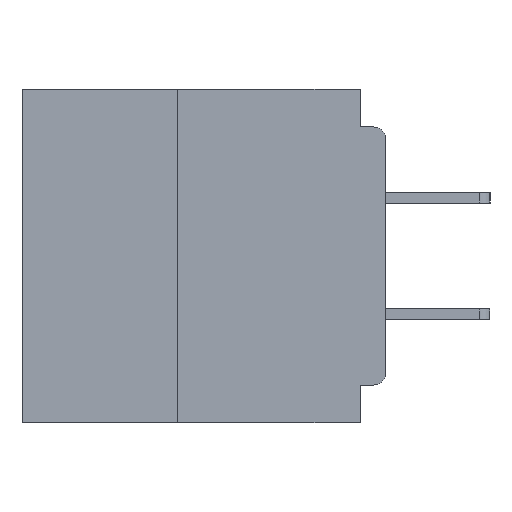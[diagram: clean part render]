
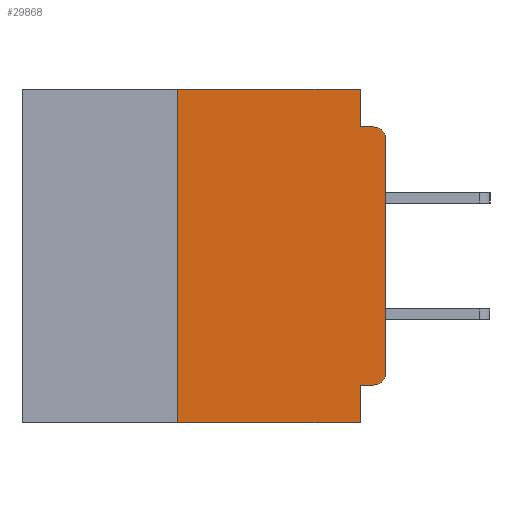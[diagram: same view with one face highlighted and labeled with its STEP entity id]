
A CAD part, left-side view. The second image highlights one B-rep face of the part: STEP entity #29868.
In plain terms, the highlighted planar face has unit normal (-1, 0, 0).
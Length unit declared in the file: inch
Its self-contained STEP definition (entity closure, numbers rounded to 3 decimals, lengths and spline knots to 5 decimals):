
#80 = CARTESIAN_POINT ( 'NONE',  ( 0., 0., -0.355 ) ) ;
#2712 = CIRCLE ( 'NONE', #22906, 0.015 ) ;
#3536 = ORIENTED_EDGE ( 'NONE', *, *, #37662, .F. ) ;
#3674 = EDGE_CURVE ( 'NONE', #26347, #38203, #40673, .T. ) ;
#4319 = VERTEX_POINT ( 'NONE', #21184 ) ;
#4550 = CARTESIAN_POINT ( 'NONE',  ( 0., 0.437, -0.4 ) ) ;
#4758 = CARTESIAN_POINT ( 'NONE',  ( 0., 0.015, -0.06 ) ) ;
#4761 = CARTESIAN_POINT ( 'NONE',  ( 0., 0.031, 0. ) ) ;
#4892 = CARTESIAN_POINT ( 'NONE',  ( 0., 0.25, -0.4 ) ) ;
#5152 = ORIENTED_EDGE ( 'NONE', *, *, #20778, .T. ) ;
#5282 = EDGE_CURVE ( 'NONE', #35544, #15497, #39985, .T. ) ;
#6753 = VECTOR ( 'NONE', #22444, 39.37008 ) ;
#7160 = CARTESIAN_POINT ( 'NONE',  ( 0., 0., 0. ) ) ;
#8059 = DIRECTION ( 'NONE',  ( 0., 0., -1. ) ) ;
#9018 = VERTEX_POINT ( 'NONE', #4892 ) ;
#9020 = DIRECTION ( 'NONE',  ( 0., 0., -1. ) ) ;
#9695 = DIRECTION ( 'NONE',  ( 0., -1., 0. ) ) ;
#10042 = CARTESIAN_POINT ( 'NONE',  ( 0., 0.25, 0. ) ) ;
#10427 = DIRECTION ( 'NONE',  ( 0., 0., 1. ) ) ;
#10438 = EDGE_CURVE ( 'NONE', #4319, #40311, #40077, .T. ) ;
#10799 = EDGE_CURVE ( 'NONE', #37312, #35921, #2712, .T. ) ;
#10811 = CARTESIAN_POINT ( 'NONE',  ( 0., 0.031, -0.4 ) ) ;
#11770 = VECTOR ( 'NONE', #9695, 39.37008 ) ;
#12598 = FACE_OUTER_BOUND ( 'NONE', #15058, .T. ) ;
#12777 = LINE ( 'NONE', #19373, #11770 ) ;
#12840 = VECTOR ( 'NONE', #9020, 39.37008 ) ;
#13053 = DIRECTION ( 'NONE',  ( 0., 1., 0. ) ) ;
#14387 = CARTESIAN_POINT ( 'NONE',  ( 0., 0.437, 0. ) ) ;
#14574 = VECTOR ( 'NONE', #40972, 39.37008 ) ;
#14988 = ORIENTED_EDGE ( 'NONE', *, *, #5282, .F. ) ;
#15058 = EDGE_LOOP ( 'NONE', ( #5152, #24135, #38225, #30908, #37791, #3536, #26133, #14988, #29509, #29805 ) ) ;
#15497 = VERTEX_POINT ( 'NONE', #10811 ) ;
#16303 = VECTOR ( 'NONE', #41762, 39.37008 ) ;
#16325 = VECTOR ( 'NONE', #10427, 39.37008 ) ;
#16411 = DIRECTION ( 'NONE',  ( -1., 0., 0. ) ) ;
#17338 = LINE ( 'NONE', #7160, #16325 ) ;
#17654 = DIRECTION ( 'NONE',  ( 0., 0., -1. ) ) ;
#19075 = VECTOR ( 'NONE', #13053, 39.37008 ) ;
#19127 = CARTESIAN_POINT ( 'NONE',  ( 0., 0.437, 0. ) ) ;
#19373 = CARTESIAN_POINT ( 'NONE',  ( 0., 0., -0.045 ) ) ;
#20778 = EDGE_CURVE ( 'NONE', #35921, #4319, #17338, .T. ) ;
#20815 = DIRECTION ( 'NONE',  ( 0., -1., 0. ) ) ;
#21184 = CARTESIAN_POINT ( 'NONE',  ( 0., 0., -0.06 ) ) ;
#21422 = CARTESIAN_POINT ( 'NONE',  ( 0., 0.031, -0.355 ) ) ;
#21497 = AXIS2_PLACEMENT_3D ( 'NONE', #4758, #27641, #8059 ) ;
#22444 = DIRECTION ( 'NONE',  ( 0., -1., 0. ) ) ;
#22906 = AXIS2_PLACEMENT_3D ( 'NONE', #36014, #16411, #39305 ) ;
#23683 = CARTESIAN_POINT ( 'NONE',  ( 0., 0.015, -0.355 ) ) ;
#24135 = ORIENTED_EDGE ( 'NONE', *, *, #10438, .T. ) ;
#24140 = LINE ( 'NONE', #19127, #6753 ) ;
#24397 = EDGE_CURVE ( 'NONE', #9018, #15497, #42180, .T. ) ;
#24746 = CARTESIAN_POINT ( 'NONE',  ( 0., 0.031, -0.045 ) ) ;
#24829 = VECTOR ( 'NONE', #20815, 39.37008 ) ;
#25322 = CARTESIAN_POINT ( 'NONE',  ( 0., 0.031, -0.4 ) ) ;
#26133 = ORIENTED_EDGE ( 'NONE', *, *, #24397, .T. ) ;
#26347 = VERTEX_POINT ( 'NONE', #4761 ) ;
#26724 = CARTESIAN_POINT ( 'NONE',  ( 0., 0.015, -0.045 ) ) ;
#27163 = EDGE_CURVE ( 'NONE', #38203, #40311, #12777, .T. ) ;
#27641 = DIRECTION ( 'NONE',  ( -1., 0., 0. ) ) ;
#28647 = CARTESIAN_POINT ( 'NONE',  ( 0., 0.25, -0.4 ) ) ;
#29035 = VERTEX_POINT ( 'NONE', #10042 ) ;
#29509 = ORIENTED_EDGE ( 'NONE', *, *, #40774, .F. ) ;
#29805 = ORIENTED_EDGE ( 'NONE', *, *, #10799, .T. ) ;
#29868 = ADVANCED_FACE ( 'NONE', ( #12598 ), #33999, .F. ) ;
#30908 = ORIENTED_EDGE ( 'NONE', *, *, #3674, .F. ) ;
#31149 = CARTESIAN_POINT ( 'NONE',  ( 0., 0.031, 0. ) ) ;
#32729 = AXIS2_PLACEMENT_3D ( 'NONE', #14387, #37269, #17654 ) ;
#33723 = LINE ( 'NONE', #28647, #16303 ) ;
#33999 = PLANE ( 'NONE',  #32729 ) ;
#35544 = VERTEX_POINT ( 'NONE', #21422 ) ;
#35921 = VERTEX_POINT ( 'NONE', #40571 ) ;
#36014 = CARTESIAN_POINT ( 'NONE',  ( 0., 0.015, -0.34 ) ) ;
#36393 = EDGE_CURVE ( 'NONE', #29035, #26347, #24140, .T. ) ;
#36500 = LINE ( 'NONE', #80, #19075 ) ;
#37269 = DIRECTION ( 'NONE',  ( 1., 0., 0. ) ) ;
#37312 = VERTEX_POINT ( 'NONE', #23683 ) ;
#37662 = EDGE_CURVE ( 'NONE', #9018, #29035, #33723, .T. ) ;
#37791 = ORIENTED_EDGE ( 'NONE', *, *, #36393, .F. ) ;
#38203 = VERTEX_POINT ( 'NONE', #24746 ) ;
#38225 = ORIENTED_EDGE ( 'NONE', *, *, #27163, .F. ) ;
#39305 = DIRECTION ( 'NONE',  ( 0., 0., -1. ) ) ;
#39985 = LINE ( 'NONE', #25322, #12840 ) ;
#40077 = CIRCLE ( 'NONE', #21497, 0.015 ) ;
#40311 = VERTEX_POINT ( 'NONE', #26724 ) ;
#40571 = CARTESIAN_POINT ( 'NONE',  ( 0., 0., -0.34 ) ) ;
#40673 = LINE ( 'NONE', #31149, #14574 ) ;
#40774 = EDGE_CURVE ( 'NONE', #37312, #35544, #36500, .T. ) ;
#40972 = DIRECTION ( 'NONE',  ( 0., 0., -1. ) ) ;
#41762 = DIRECTION ( 'NONE',  ( 0., 0., 1. ) ) ;
#42180 = LINE ( 'NONE', #4550, #24829 ) ;
